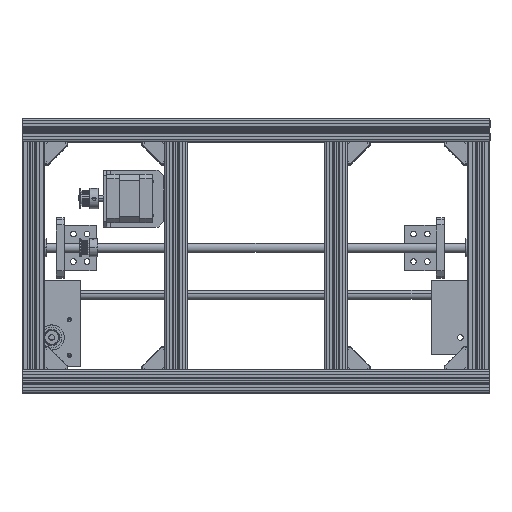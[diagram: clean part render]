
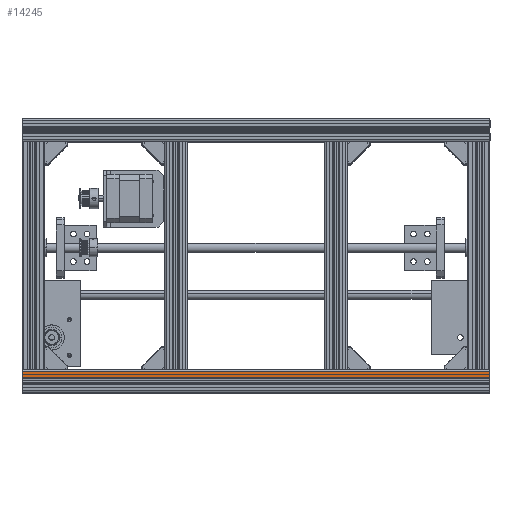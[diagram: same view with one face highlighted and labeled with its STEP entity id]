
A CAD part, top view. The second image highlights one B-rep face of the part: STEP entity #14245.
In plain terms, the highlighted face is planar.
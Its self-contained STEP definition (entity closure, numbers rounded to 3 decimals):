
#70 = DIRECTION ( 'NONE',  ( 0., 0., -1. ) ) ;
#372 = VERTEX_POINT ( 'NONE', #12274 ) ;
#793 = ORIENTED_EDGE ( 'NONE', *, *, #32417, .F. ) ;
#1024 = ORIENTED_EDGE ( 'NONE', *, *, #10913, .T. ) ;
#1138 = DIRECTION ( 'NONE',  ( 0., 1., 0. ) ) ;
#1407 = LINE ( 'NONE', #26147, #7858 ) ;
#2081 = CARTESIAN_POINT ( 'NONE',  ( -4.524, 0.167, 410. ) ) ;
#2925 = VECTOR ( 'NONE', #1138, 1000. ) ;
#2997 = VERTEX_POINT ( 'NONE', #12581 ) ;
#4826 = DIRECTION ( 'NONE',  ( 0., -1., 0. ) ) ;
#5597 = LINE ( 'NONE', #24495, #21675 ) ;
#6497 = EDGE_LOOP ( 'NONE', ( #18354, #26001, #793, #1024 ) ) ;
#7858 = VECTOR ( 'NONE', #12601, 1000. ) ;
#10189 = DIRECTION ( 'NONE',  ( 0., 0., -1. ) ) ;
#10913 = EDGE_CURVE ( 'NONE', #35524, #2997, #24072, .T. ) ;
#12274 = CARTESIAN_POINT ( 'NONE',  ( -4.524, 5.529, 410. ) ) ;
#12581 = CARTESIAN_POINT ( 'NONE',  ( -4.524, 0.167, 0. ) ) ;
#12601 = DIRECTION ( 'NONE',  ( 0., 1., 0. ) ) ;
#14245 = ADVANCED_FACE ( 'NONE', ( #14959 ), #15770, .F. ) ;
#14698 = CARTESIAN_POINT ( 'NONE',  ( -4.524, 0.167, 0. ) ) ;
#14959 = FACE_OUTER_BOUND ( 'NONE', #6497, .T. ) ;
#15383 = VECTOR ( 'NONE', #70, 1000. ) ;
#15770 = PLANE ( 'NONE',  #25963 ) ;
#16005 = VERTEX_POINT ( 'NONE', #19453 ) ;
#16795 = CARTESIAN_POINT ( 'NONE',  ( -4.524, 0.167, 410. ) ) ;
#18354 = ORIENTED_EDGE ( 'NONE', *, *, #19193, .T. ) ;
#19193 = EDGE_CURVE ( 'NONE', #2997, #16005, #32744, .T. ) ;
#19453 = CARTESIAN_POINT ( 'NONE',  ( -4.524, 5.529, 0. ) ) ;
#21675 = VECTOR ( 'NONE', #10189, 1000. ) ;
#24072 = LINE ( 'NONE', #16795, #15383 ) ;
#24495 = CARTESIAN_POINT ( 'NONE',  ( -4.524, 5.529, 410. ) ) ;
#25963 = AXIS2_PLACEMENT_3D ( 'NONE', #2081, #27225, #4826 ) ;
#26001 = ORIENTED_EDGE ( 'NONE', *, *, #26051, .F. ) ;
#26051 = EDGE_CURVE ( 'NONE', #372, #16005, #5597, .T. ) ;
#26147 = CARTESIAN_POINT ( 'NONE',  ( -4.524, 0.167, 410. ) ) ;
#26964 = CARTESIAN_POINT ( 'NONE',  ( -4.524, 0.167, 410. ) ) ;
#27225 = DIRECTION ( 'NONE',  ( -1., 0., 0. ) ) ;
#32417 = EDGE_CURVE ( 'NONE', #35524, #372, #1407, .T. ) ;
#32744 = LINE ( 'NONE', #14698, #2925 ) ;
#35524 = VERTEX_POINT ( 'NONE', #26964 ) ;
